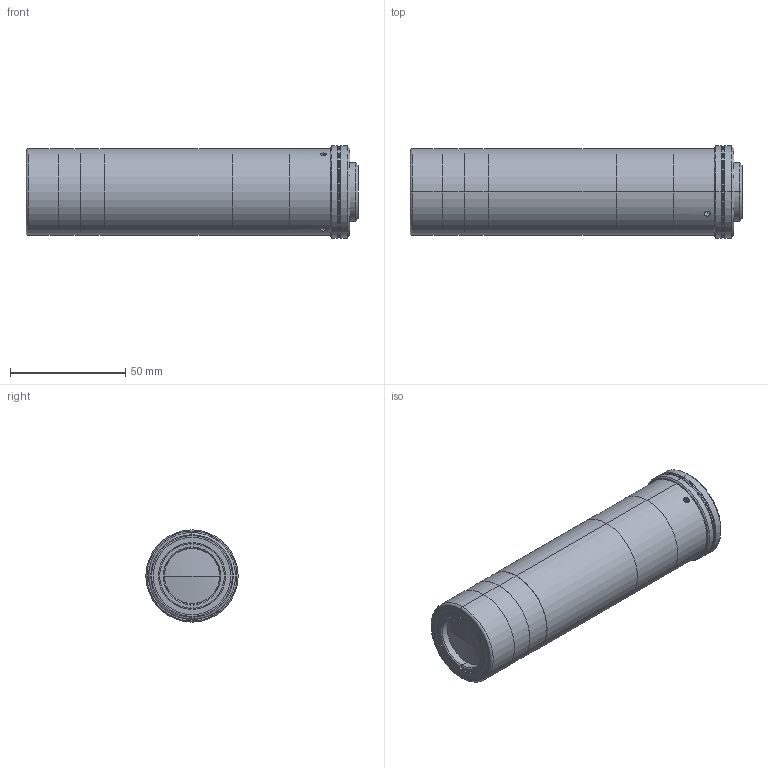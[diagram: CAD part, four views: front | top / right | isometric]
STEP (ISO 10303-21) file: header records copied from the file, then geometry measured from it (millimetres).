
FILE_DESCRIPTION (( 'STEP AP214' ), '1' );
FILE_NAME ('TCLWD-150.STEP', '2014-07-03T12:28:42', ( '' ), ( '' ), 'SwSTEP 2.0', 'SolidWorks 2013', '' );
FILE_SCHEMA (( 'AUTOMOTIVE_DESIGN' ));
Length unit declared in the file: millimetre
Products named in the file (1): TCLWD-150
Bounding box: 143.89 x 40 x 40 mm (x, y, z)
Surface area: 26663.5 mm2 (no closed solid volume)
Topology: 0 solids, 17 shells, 92 faces, 240 edges, 166 vertices
Faces by surface type: cylinder 42, plane 32, cone 12, sphere 4, torus 2
Entity records: 4107 total; most frequent: CARTESIAN_POINT 745, DIRECTION 544, ORIENTED_EDGE 398, EDGE_CURVE 240, AXIS2_PLACEMENT_3D 231, VERTEX_POINT 166, CIRCLE 138, EDGE_LOOP 111
